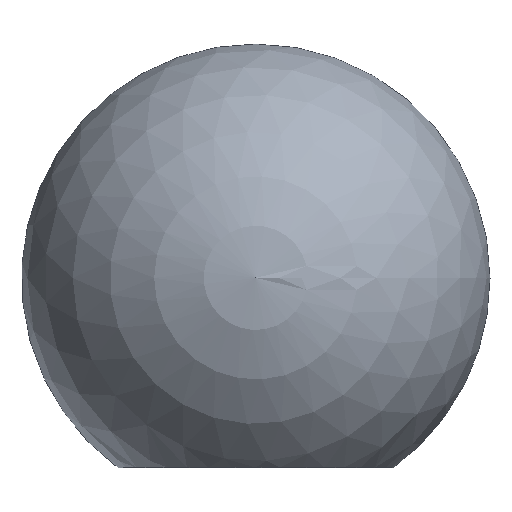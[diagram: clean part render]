
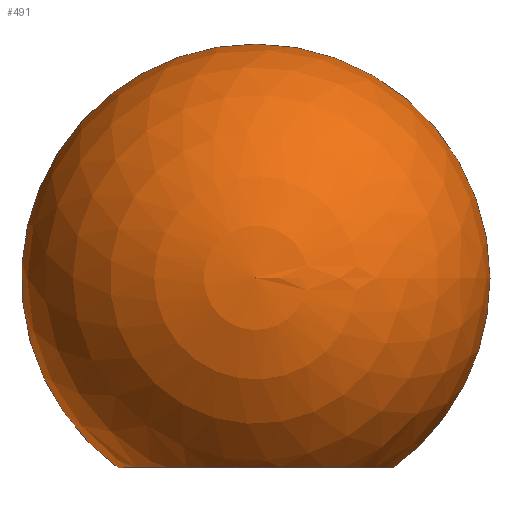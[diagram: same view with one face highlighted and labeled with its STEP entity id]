
A CAD part, top view. The second image highlights one B-rep face of the part: STEP entity #491.
In plain terms, the highlighted spherical face has radius 12.5 mm.
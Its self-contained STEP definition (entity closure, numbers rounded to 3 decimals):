
#205 = VERTEX_POINT ( 'NONE', #6320 ) ;
#278 = DIRECTION ( 'NONE',  ( 1., 0., 0. ) ) ;
#418 = ORIENTED_EDGE ( 'NONE', *, *, #568, .F. ) ;
#491 = ADVANCED_FACE ( 'NONE', ( #7719 ), #3290, .T. ) ;
#568 = EDGE_CURVE ( 'NONE', #9842, #205, #769, .T. ) ;
#769 = CIRCLE ( 'NONE', #4586, 7.35 ) ;
#1840 = ORIENTED_EDGE ( 'NONE', *, *, #13086, .T. ) ;
#2053 = ORIENTED_EDGE ( 'NONE', *, *, #8204, .F. ) ;
#2242 = DIRECTION ( 'NONE',  ( 0., 0., 1. ) ) ;
#2431 = DIRECTION ( 'NONE',  ( 1., 0., 0. ) ) ;
#3288 = CARTESIAN_POINT ( 'NONE',  ( 0., 0., 0. ) ) ;
#3290 = SPHERICAL_SURFACE ( 'NONE', #12166, 12.5 ) ;
#3643 = DIRECTION ( 'NONE',  ( 0., 0., -1. ) ) ;
#4548 = VERTEX_POINT ( 'NONE', #12265 ) ;
#4586 = AXIS2_PLACEMENT_3D ( 'NONE', #8513, #6432, #2431 ) ;
#4695 = DIRECTION ( 'NONE',  ( 1., 0., 0. ) ) ;
#4856 = CIRCLE ( 'NONE', #9016, 12.5 ) ;
#6320 = CARTESIAN_POINT ( 'NONE',  ( -7.35, -10.111, 0. ) ) ;
#6432 = DIRECTION ( 'NONE',  ( 0., -1., 0. ) ) ;
#6601 = CARTESIAN_POINT ( 'NONE',  ( 7.35, -10.111, 0. ) ) ;
#7622 = CARTESIAN_POINT ( 'NONE',  ( 0., 0., 0. ) ) ;
#7719 = FACE_OUTER_BOUND ( 'NONE', #12706, .T. ) ;
#8204 = EDGE_CURVE ( 'NONE', #4548, #9842, #4856, .T. ) ;
#8513 = CARTESIAN_POINT ( 'NONE',  ( 0., -10.111, 0. ) ) ;
#8588 = DIRECTION ( 'NONE',  ( 0., 0., 1. ) ) ;
#9016 = AXIS2_PLACEMENT_3D ( 'NONE', #7622, #3643, #10749 ) ;
#9842 = VERTEX_POINT ( 'NONE', #6601 ) ;
#10749 = DIRECTION ( 'NONE',  ( -1., 0., 0. ) ) ;
#11505 = CIRCLE ( 'NONE', #11620, 12.5 ) ;
#11620 = AXIS2_PLACEMENT_3D ( 'NONE', #12801, #8588, #4695 ) ;
#12166 = AXIS2_PLACEMENT_3D ( 'NONE', #3288, #2242, #278 ) ;
#12265 = CARTESIAN_POINT ( 'NONE',  ( 0., 12.5, 0. ) ) ;
#12706 = EDGE_LOOP ( 'NONE', ( #2053, #1840, #418 ) ) ;
#12801 = CARTESIAN_POINT ( 'NONE',  ( 0., 0., 0. ) ) ;
#13086 = EDGE_CURVE ( 'NONE', #4548, #205, #11505, .T. ) ;
